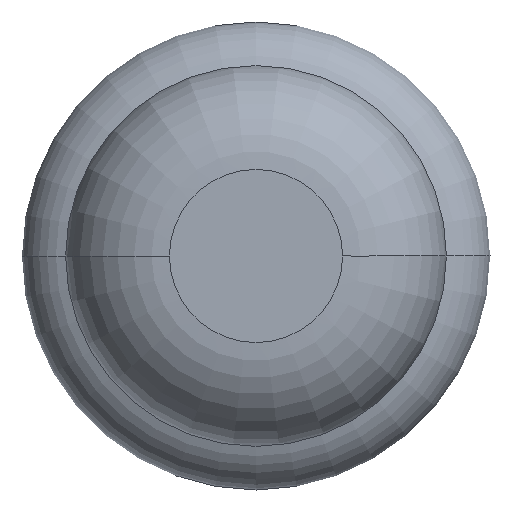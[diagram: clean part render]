
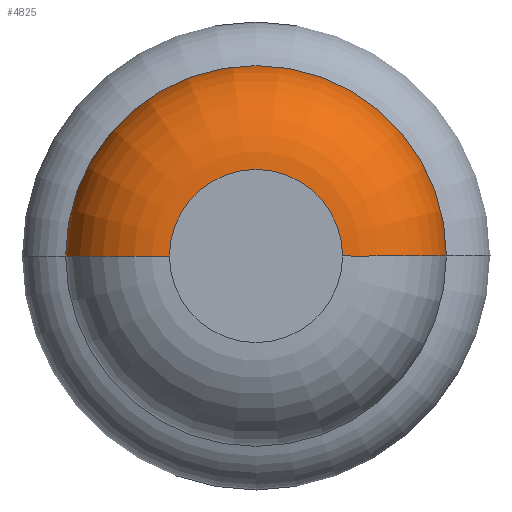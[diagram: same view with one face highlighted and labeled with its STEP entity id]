
A CAD part, front view. The second image highlights one B-rep face of the part: STEP entity #4825.
In plain terms, the highlighted toroidal (fillet/blend) face has major radius 0.375 mm and minor radius 0.45 mm.
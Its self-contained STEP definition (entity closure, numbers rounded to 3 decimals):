
#22 = DIRECTION ( 'NONE',  ( -1., 0., 0. ) ) ;
#294 = DIRECTION ( 'NONE',  ( 0., 1., 0. ) ) ;
#316 = VERTEX_POINT ( 'NONE', #3204 ) ;
#393 = VERTEX_POINT ( 'NONE', #944 ) ;
#436 = CIRCLE ( 'NONE', #2911, 0.45 ) ;
#724 = DIRECTION ( 'NONE',  ( 0., 0., 1. ) ) ;
#746 = VERTEX_POINT ( 'NONE', #2716 ) ;
#767 = CARTESIAN_POINT ( 'NONE',  ( 0.825, -29.95, 0. ) ) ;
#944 = CARTESIAN_POINT ( 'NONE',  ( -0.825, -29.95, 0. ) ) ;
#970 = ORIENTED_EDGE ( 'NONE', *, *, #3938, .F. ) ;
#1300 = TOROIDAL_SURFACE ( 'NONE', #4238, 0.375, 0.45 ) ;
#1317 = ORIENTED_EDGE ( 'NONE', *, *, #2047, .F. ) ;
#1331 = DIRECTION ( 'NONE',  ( -1., 0., 0. ) ) ;
#1476 = CARTESIAN_POINT ( 'NONE',  ( 0.375, -29.95, 0. ) ) ;
#1499 = VERTEX_POINT ( 'NONE', #767 ) ;
#1505 = CARTESIAN_POINT ( 'NONE',  ( 0., -29.95, 0. ) ) ;
#1530 = AXIS2_PLACEMENT_3D ( 'NONE', #4834, #294, #2550 ) ;
#1544 = VERTEX_POINT ( 'NONE', #2656 ) ;
#1631 = CIRCLE ( 'NONE', #1530, 0.825 ) ;
#1639 = EDGE_LOOP ( 'NONE', ( #4223, #4016, #3710, #1317, #970 ) ) ;
#1721 = FACE_OUTER_BOUND ( 'NONE', #1639, .T. ) ;
#1913 = CIRCLE ( 'NONE', #3683, 0.45 ) ;
#2047 = EDGE_CURVE ( 'NONE', #393, #316, #3538, .T. ) ;
#2191 = EDGE_CURVE ( 'NONE', #1544, #1499, #436, .T. ) ;
#2379 = CARTESIAN_POINT ( 'NONE',  ( -0.375, -29.95, 0. ) ) ;
#2426 = CARTESIAN_POINT ( 'NONE',  ( 0., -29.95, 0. ) ) ;
#2550 = DIRECTION ( 'NONE',  ( 0., 0., 1. ) ) ;
#2656 = CARTESIAN_POINT ( 'NONE',  ( 0.375, -30.4, 0. ) ) ;
#2716 = CARTESIAN_POINT ( 'NONE',  ( -0.375, -30.4, 0. ) ) ;
#2788 = DIRECTION ( 'NONE',  ( 0., 0., 1. ) ) ;
#2803 = CARTESIAN_POINT ( 'NONE',  ( 0., -30.4, 0. ) ) ;
#2842 = EDGE_CURVE ( 'NONE', #316, #1499, #1631, .T. ) ;
#2911 = AXIS2_PLACEMENT_3D ( 'NONE', #1476, #724, #4167 ) ;
#3196 = AXIS2_PLACEMENT_3D ( 'NONE', #2803, #4038, #1331 ) ;
#3204 = CARTESIAN_POINT ( 'NONE',  ( 0., -29.95, 0.825 ) ) ;
#3360 = CIRCLE ( 'NONE', #3196, 0.375 ) ;
#3427 = EDGE_CURVE ( 'NONE', #746, #1544, #3360, .T. ) ;
#3538 = CIRCLE ( 'NONE', #4126, 0.825 ) ;
#3617 = DIRECTION ( 'NONE',  ( 0., 1., 0. ) ) ;
#3683 = AXIS2_PLACEMENT_3D ( 'NONE', #2379, #4009, #3617 ) ;
#3710 = ORIENTED_EDGE ( 'NONE', *, *, #2842, .F. ) ;
#3938 = EDGE_CURVE ( 'NONE', #746, #393, #1913, .T. ) ;
#3957 = DIRECTION ( 'NONE',  ( 0., 1., 0. ) ) ;
#4009 = DIRECTION ( 'NONE',  ( 0., 0., -1. ) ) ;
#4016 = ORIENTED_EDGE ( 'NONE', *, *, #2191, .T. ) ;
#4038 = DIRECTION ( 'NONE',  ( 0., 1., 0. ) ) ;
#4126 = AXIS2_PLACEMENT_3D ( 'NONE', #2426, #3957, #2788 ) ;
#4167 = DIRECTION ( 'NONE',  ( 1., 0., 0. ) ) ;
#4207 = DIRECTION ( 'NONE',  ( 0., 1., 0. ) ) ;
#4223 = ORIENTED_EDGE ( 'NONE', *, *, #3427, .T. ) ;
#4238 = AXIS2_PLACEMENT_3D ( 'NONE', #1505, #4207, #22 ) ;
#4825 = ADVANCED_FACE ( 'NONE', ( #1721 ), #1300, .T. ) ;
#4834 = CARTESIAN_POINT ( 'NONE',  ( 0., -29.95, 0. ) ) ;
